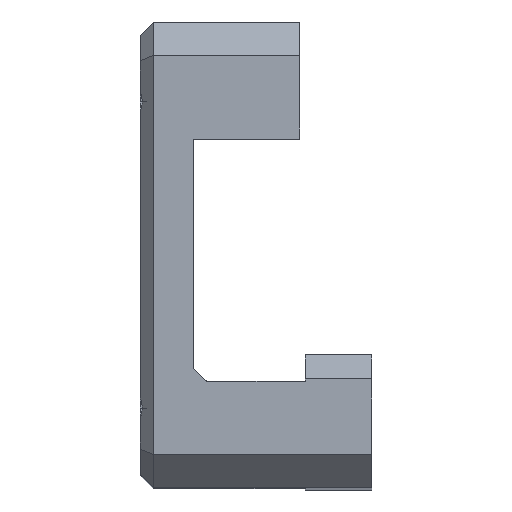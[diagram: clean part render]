
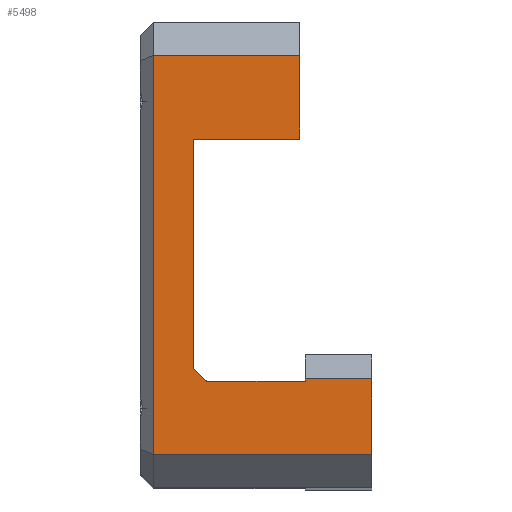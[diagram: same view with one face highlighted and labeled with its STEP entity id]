
A CAD part, top view. The second image highlights one B-rep face of the part: STEP entity #5498.
In plain terms, the highlighted planar face has unit normal (0, 0, 1).
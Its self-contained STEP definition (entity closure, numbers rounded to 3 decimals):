
#1 = CARTESIAN_POINT ( 'NONE',  ( -16.4, 29.4, 23.65 ) ) ;
#18 = CARTESIAN_POINT ( 'NONE',  ( -15.4, 0., 23.65 ) ) ;
#24 = DIRECTION ( 'NONE',  ( 0., 1., 0. ) ) ;
#314 = DIRECTION ( 'NONE',  ( 0., 1., 0. ) ) ;
#319 = LINE ( 'NONE', #4444, #1970 ) ;
#566 = VERTEX_POINT ( 'NONE', #5879 ) ;
#588 = DIRECTION ( 'NONE',  ( 0., -1., 0. ) ) ;
#626 = EDGE_CURVE ( 'NONE', #2217, #2836, #2841, .T. ) ;
#633 = CARTESIAN_POINT ( 'NONE',  ( -12.4, 23.1, 23.65 ) ) ;
#665 = LINE ( 'NONE', #633, #4755 ) ;
#761 = ORIENTED_EDGE ( 'NONE', *, *, #2641, .T. ) ;
#830 = LINE ( 'NONE', #1259, #5115 ) ;
#1205 = CARTESIAN_POINT ( 'NONE',  ( 0., -0.6, 23.65 ) ) ;
#1259 = CARTESIAN_POINT ( 'NONE',  ( 1., -3.1, 23.65 ) ) ;
#1345 = ORIENTED_EDGE ( 'NONE', *, *, #626, .T. ) ;
#1394 = ORIENTED_EDGE ( 'NONE', *, *, #3943, .T. ) ;
#1405 = VERTEX_POINT ( 'NONE', #5432 ) ;
#1501 = CARTESIAN_POINT ( 'NONE',  ( 0., 0., 23.65 ) ) ;
#1630 = EDGE_CURVE ( 'NONE', #4552, #566, #3595, .T. ) ;
#1670 = LINE ( 'NONE', #1205, #6304 ) ;
#1700 = EDGE_CURVE ( 'NONE', #2836, #3599, #665, .T. ) ;
#1752 = ORIENTED_EDGE ( 'NONE', *, *, #6205, .T. ) ;
#1957 = EDGE_CURVE ( 'NONE', #4721, #1405, #2034, .T. ) ;
#1970 = VECTOR ( 'NONE', #6481, 1000. ) ;
#1987 = EDGE_LOOP ( 'NONE', ( #3157, #3597, #3127, #1394, #1752, #2576, #6475, #4979, #1345, #4606, #761 ) ) ;
#1994 = CARTESIAN_POINT ( 'NONE',  ( -11.4, 4.9, 23.65 ) ) ;
#2034 = LINE ( 'NONE', #6139, #3414 ) ;
#2217 = VERTEX_POINT ( 'NONE', #5160 ) ;
#2266 = EDGE_CURVE ( 'NONE', #1405, #5874, #2456, .T. ) ;
#2366 = CARTESIAN_POINT ( 'NONE',  ( -12.4, 23.1, 23.65 ) ) ;
#2456 = LINE ( 'NONE', #3019, #4801 ) ;
#2507 = FACE_OUTER_BOUND ( 'NONE', #1987, .T. ) ;
#2538 = VECTOR ( 'NONE', #5634, 1000. ) ;
#2556 = EDGE_CURVE ( 'NONE', #5874, #2217, #6451, .T. ) ;
#2576 = ORIENTED_EDGE ( 'NONE', *, *, #1957, .T. ) ;
#2631 = VERTEX_POINT ( 'NONE', #4616 ) ;
#2641 = EDGE_CURVE ( 'NONE', #3599, #4552, #5053, .T. ) ;
#2679 = VECTOR ( 'NONE', #588, 1000. ) ;
#2836 = VERTEX_POINT ( 'NONE', #2366 ) ;
#2841 = LINE ( 'NONE', #4910, #3562 ) ;
#3019 = CARTESIAN_POINT ( 'NONE',  ( -4., 4.9, 23.65 ) ) ;
#3068 = DIRECTION ( 'NONE',  ( 0., 0., 1. ) ) ;
#3127 = ORIENTED_EDGE ( 'NONE', *, *, #3465, .T. ) ;
#3157 = ORIENTED_EDGE ( 'NONE', *, *, #1630, .T. ) ;
#3218 = DIRECTION ( 'NONE',  ( 1., 0., 0. ) ) ;
#3226 = DIRECTION ( 'NONE',  ( 0., 1., 0. ) ) ;
#3414 = VECTOR ( 'NONE', #6568, 1000. ) ;
#3419 = EDGE_CURVE ( 'NONE', #566, #4196, #4571, .T. ) ;
#3465 = EDGE_CURVE ( 'NONE', #4196, #2631, #1670, .T. ) ;
#3562 = VECTOR ( 'NONE', #314, 1000. ) ;
#3595 = LINE ( 'NONE', #1, #2538 ) ;
#3597 = ORIENTED_EDGE ( 'NONE', *, *, #3419, .T. ) ;
#3599 = VERTEX_POINT ( 'NONE', #4770 ) ;
#3920 = CARTESIAN_POINT ( 'NONE',  ( -11.4, 4.9, 23.65 ) ) ;
#3943 = EDGE_CURVE ( 'NONE', #2631, #4866, #830, .T. ) ;
#3956 = VECTOR ( 'NONE', #24, 1000. ) ;
#3986 = CARTESIAN_POINT ( 'NONE',  ( -4.4, 23.1, 23.65 ) ) ;
#3991 = AXIS2_PLACEMENT_3D ( 'NONE', #1501, #3068, #5110 ) ;
#4128 = CARTESIAN_POINT ( 'NONE',  ( -15.4, -0.6, 23.65 ) ) ;
#4196 = VERTEX_POINT ( 'NONE', #4128 ) ;
#4444 = CARTESIAN_POINT ( 'NONE',  ( 1., 5.1, 23.65 ) ) ;
#4514 = CARTESIAN_POINT ( 'NONE',  ( -4.4, 29.4, 23.65 ) ) ;
#4552 = VERTEX_POINT ( 'NONE', #4514 ) ;
#4571 = LINE ( 'NONE', #18, #2679 ) ;
#4606 = ORIENTED_EDGE ( 'NONE', *, *, #1700, .T. ) ;
#4616 = CARTESIAN_POINT ( 'NONE',  ( 1., -0.6, 23.65 ) ) ;
#4721 = VERTEX_POINT ( 'NONE', #5231 ) ;
#4755 = VECTOR ( 'NONE', #3218, 1000. ) ;
#4770 = CARTESIAN_POINT ( 'NONE',  ( -4.4, 23.1, 23.65 ) ) ;
#4801 = VECTOR ( 'NONE', #6592, 1000. ) ;
#4866 = VERTEX_POINT ( 'NONE', #5554 ) ;
#4910 = CARTESIAN_POINT ( 'NONE',  ( -12.4, 5.9, 23.65 ) ) ;
#4979 = ORIENTED_EDGE ( 'NONE', *, *, #2556, .T. ) ;
#5022 = DIRECTION ( 'NONE',  ( -0.707, 0.707, 0. ) ) ;
#5053 = LINE ( 'NONE', #3986, #3956 ) ;
#5110 = DIRECTION ( 'NONE',  ( 1., 0., 0. ) ) ;
#5115 = VECTOR ( 'NONE', #3226, 1000. ) ;
#5160 = CARTESIAN_POINT ( 'NONE',  ( -12.4, 5.9, 23.65 ) ) ;
#5231 = CARTESIAN_POINT ( 'NONE',  ( -4., 5.1, 23.65 ) ) ;
#5432 = CARTESIAN_POINT ( 'NONE',  ( -4., 4.9, 23.65 ) ) ;
#5473 = PLANE ( 'NONE',  #3991 ) ;
#5498 = ADVANCED_FACE ( 'NONE', ( #2507 ), #5473, .T. ) ;
#5554 = CARTESIAN_POINT ( 'NONE',  ( 1., 5.1, 23.65 ) ) ;
#5634 = DIRECTION ( 'NONE',  ( -1., 0., 0. ) ) ;
#5863 = VECTOR ( 'NONE', #5022, 1000. ) ;
#5874 = VERTEX_POINT ( 'NONE', #1994 ) ;
#5879 = CARTESIAN_POINT ( 'NONE',  ( -15.4, 29.4, 23.65 ) ) ;
#6139 = CARTESIAN_POINT ( 'NONE',  ( -4., 5.1, 23.65 ) ) ;
#6205 = EDGE_CURVE ( 'NONE', #4866, #4721, #319, .T. ) ;
#6272 = DIRECTION ( 'NONE',  ( 1., 0., 0. ) ) ;
#6304 = VECTOR ( 'NONE', #6272, 1000. ) ;
#6451 = LINE ( 'NONE', #3920, #5863 ) ;
#6475 = ORIENTED_EDGE ( 'NONE', *, *, #2266, .T. ) ;
#6481 = DIRECTION ( 'NONE',  ( -1., 0., 0. ) ) ;
#6568 = DIRECTION ( 'NONE',  ( 0., -1., 0. ) ) ;
#6592 = DIRECTION ( 'NONE',  ( -1., 0., 0. ) ) ;
